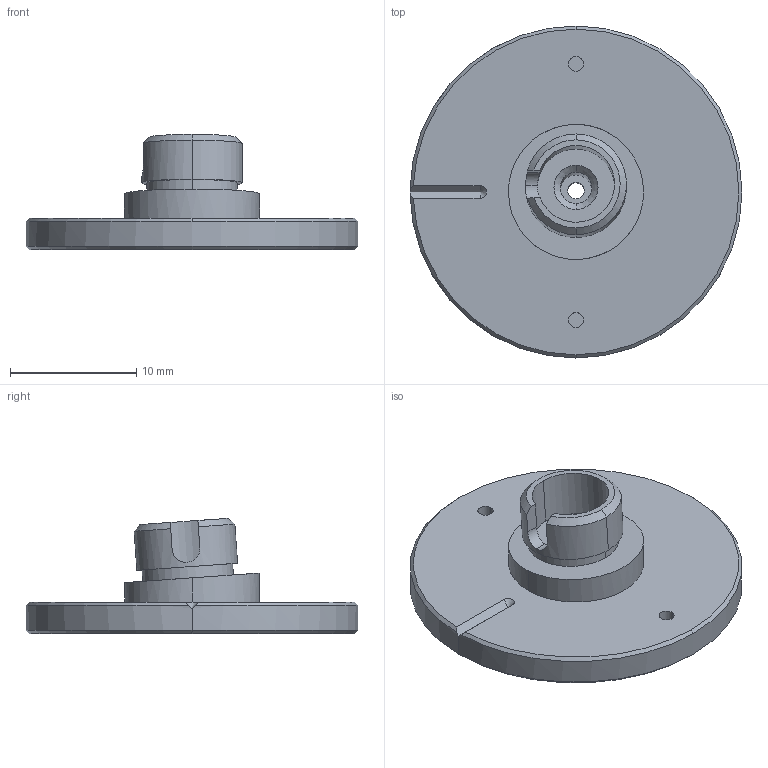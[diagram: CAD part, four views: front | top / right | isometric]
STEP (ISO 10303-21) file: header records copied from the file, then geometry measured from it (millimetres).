
FILE_DESCRIPTION (( 'STEP AP203' ), '1' );
FILE_NAME ('528300，光纤法兰 FC-APC接头 SM1外螺纹.STEP', '2023-07-28T02:11:14', ( 'Windows User' ), ( 'P R C' ), 'SwSTEP 2.0', 'SolidWorks 2020', '' );
FILE_SCHEMA (( 'CONFIG_CONTROL_DESIGN' ));
Length unit declared in the file: millimetre
Products named in the file (1): 528300，光纤法兰 FC-APC接头 SM1外螺纹
Bounding box: 26.3 x 26.3 x 9.14 mm (x, y, z)
Volume: 1595.1 mm3; surface area: 1563.4 mm2
Topology: 1 solids, 1 shells, 47 faces, 109 edges, 70 vertices
Faces by surface type: cylinder 20, plane 14, cone 11, bspline 2
Entity records: 1745 total; most frequent: CARTESIAN_POINT 586, DIRECTION 233, ORIENTED_EDGE 218, EDGE_CURVE 109, AXIS2_PLACEMENT_3D 94, VERTEX_POINT 70, EDGE_LOOP 55, CIRCLE 48
